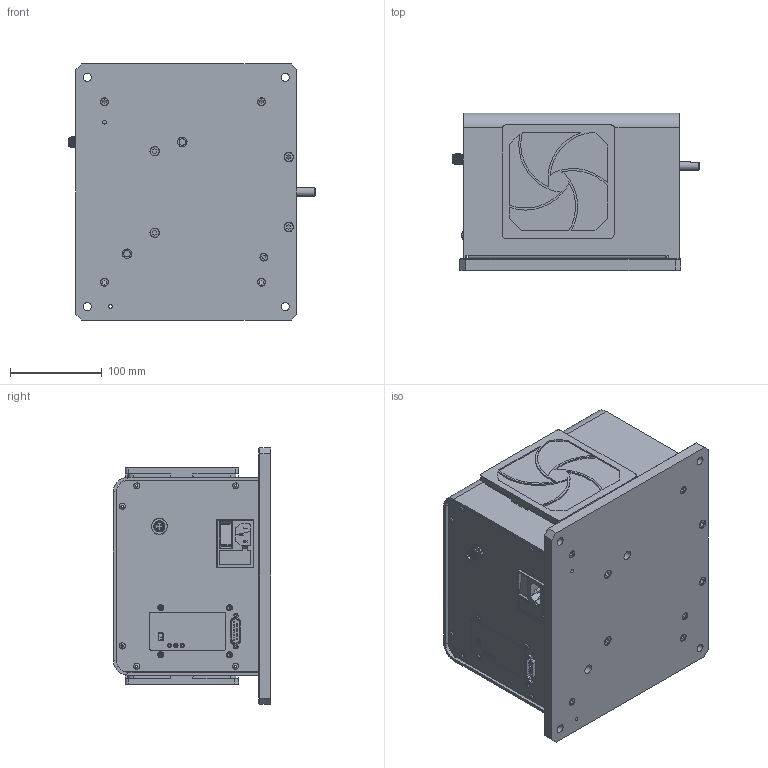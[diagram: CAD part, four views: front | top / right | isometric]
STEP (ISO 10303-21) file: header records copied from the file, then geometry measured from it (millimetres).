
FILE_DESCRIPTION (( 'STEP AP203' ), '1' );
FILE_NAME ('HD-505-XC1-0100_A.stp', '2022-07-15T13:39:29', ( '' ), ( '' ), 'SwSTEP 2.0', 'SolidWorks 2020', '' );
FILE_SCHEMA (( 'CONFIG_CONTROL_DESIGN' ));
Length unit declared in the file: millimetre
Products named in the file (1): HD-505-XC1-0100_A
Bounding box: 268.51 x 171.45 x 279.4 mm (x, y, z)
Surface area: 498942.4 mm2 (no closed solid volume)
Topology: 0 solids, 73 shells, 585 faces, 2009 edges, 1485 vertices
Faces by surface type: plane 350, cylinder 167, cone 37, torus 18, bspline 13
Full cylindrical faces by diameter (mm): 1 x4, 1.016 x15, 2.769 x1, 2.8 x2, 4.039 x2, 4.2 x1, 4.762 x3, 4.763 x3, 5 x1, 6.655 x14, 8.3 x1, 8.433 x5, 9 x4, 9.515 x1, 10 x1, 10.312 x7, 10.7 x2, 22.047 x1, 28.575 x1, 28.753 x1
Entity records: 24132 total; most frequent: CARTESIAN_POINT 7401, DIRECTION 3409, ORIENTED_EDGE 2759, EDGE_CURVE 1878, VERTEX_POINT 1469, VECTOR 1239, LINE 1239, AXIS2_PLACEMENT_3D 1085
